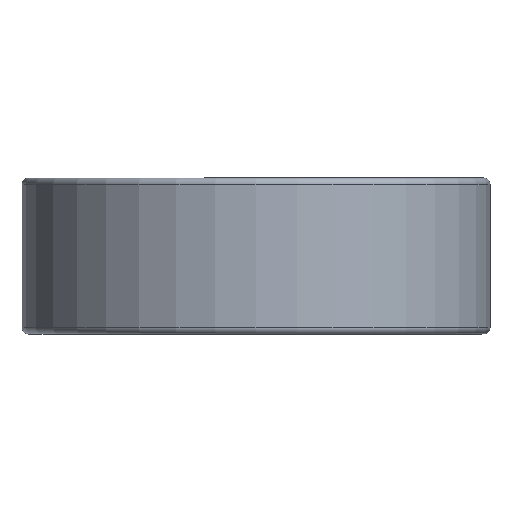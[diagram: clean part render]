
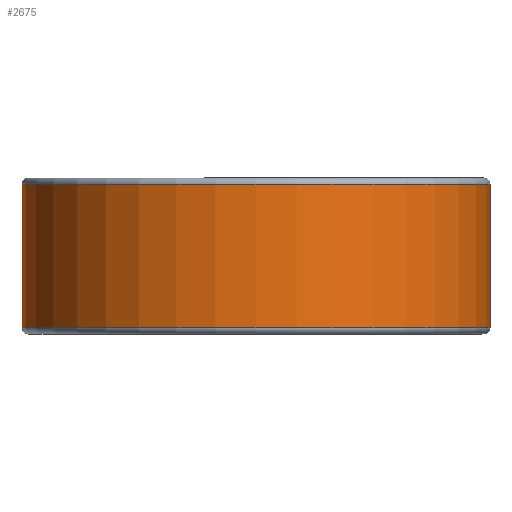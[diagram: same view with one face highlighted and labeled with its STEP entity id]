
A CAD part, front view. The second image highlights one B-rep face of the part: STEP entity #2675.
In plain terms, the highlighted cylindrical face has radius 75 mm (diameter 150 mm), a partial arc.
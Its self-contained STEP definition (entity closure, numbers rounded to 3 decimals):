
#234 = CARTESIAN_POINT ( 'NONE',  ( 75., 0., 23. ) ) ;
#245 = CIRCLE ( 'NONE', #994, 75. ) ;
#321 = DIRECTION ( 'NONE',  ( 0., 0., -1. ) ) ;
#403 = DIRECTION ( 'NONE',  ( 0., 0., -1. ) ) ;
#444 = CYLINDRICAL_SURFACE ( 'NONE', #3169, 75. ) ;
#619 = VERTEX_POINT ( 'NONE', #234 ) ;
#641 = DIRECTION ( 'NONE',  ( 0., 0., 1. ) ) ;
#661 = CARTESIAN_POINT ( 'NONE',  ( 0., 0., -23. ) ) ;
#665 = ORIENTED_EDGE ( 'NONE', *, *, #1973, .T. ) ;
#666 = CARTESIAN_POINT ( 'NONE',  ( -75., 0., -23. ) ) ;
#795 = ORIENTED_EDGE ( 'NONE', *, *, #2584, .F. ) ;
#824 = LINE ( 'NONE', #1921, #2384 ) ;
#948 = CARTESIAN_POINT ( 'NONE',  ( 0., 0., 23. ) ) ;
#994 = AXIS2_PLACEMENT_3D ( 'NONE', #661, #641, #1671 ) ;
#1131 = CARTESIAN_POINT ( 'NONE',  ( 75., 0., 0. ) ) ;
#1182 = CARTESIAN_POINT ( 'NONE',  ( 75., 0., -23. ) ) ;
#1278 = VECTOR ( 'NONE', #3056, 1000. ) ;
#1295 = VERTEX_POINT ( 'NONE', #666 ) ;
#1410 = DIRECTION ( 'NONE',  ( 1., 0., 0. ) ) ;
#1489 = EDGE_CURVE ( 'NONE', #619, #1568, #3131, .T. ) ;
#1568 = VERTEX_POINT ( 'NONE', #3461 ) ;
#1671 = DIRECTION ( 'NONE',  ( -1., 0., 0. ) ) ;
#1796 = AXIS2_PLACEMENT_3D ( 'NONE', #948, #321, #1410 ) ;
#1921 = CARTESIAN_POINT ( 'NONE',  ( -75., 0., 0. ) ) ;
#1973 = EDGE_CURVE ( 'NONE', #1295, #1993, #245, .T. ) ;
#1993 = VERTEX_POINT ( 'NONE', #1182 ) ;
#2002 = LINE ( 'NONE', #1131, #1278 ) ;
#2116 = EDGE_LOOP ( 'NONE', ( #795, #3091, #3249, #665 ) ) ;
#2324 = CARTESIAN_POINT ( 'NONE',  ( 0., 0., 0. ) ) ;
#2384 = VECTOR ( 'NONE', #3341, 1000. ) ;
#2584 = EDGE_CURVE ( 'NONE', #619, #1993, #2002, .T. ) ;
#2611 = DIRECTION ( 'NONE',  ( -1., 0., 0. ) ) ;
#2675 = ADVANCED_FACE ( 'NONE', ( #3156 ), #444, .T. ) ;
#2865 = EDGE_CURVE ( 'NONE', #1568, #1295, #824, .T. ) ;
#3056 = DIRECTION ( 'NONE',  ( 0., 0., -1. ) ) ;
#3091 = ORIENTED_EDGE ( 'NONE', *, *, #1489, .T. ) ;
#3131 = CIRCLE ( 'NONE', #1796, 75. ) ;
#3156 = FACE_OUTER_BOUND ( 'NONE', #2116, .T. ) ;
#3169 = AXIS2_PLACEMENT_3D ( 'NONE', #2324, #403, #2611 ) ;
#3249 = ORIENTED_EDGE ( 'NONE', *, *, #2865, .T. ) ;
#3341 = DIRECTION ( 'NONE',  ( 0., 0., -1. ) ) ;
#3461 = CARTESIAN_POINT ( 'NONE',  ( -75., 0., 23. ) ) ;
